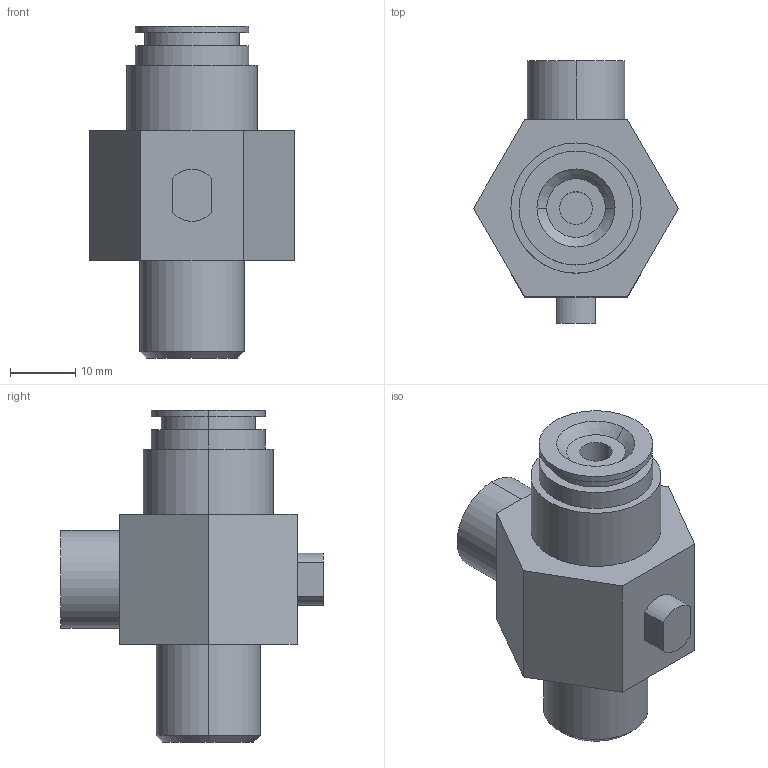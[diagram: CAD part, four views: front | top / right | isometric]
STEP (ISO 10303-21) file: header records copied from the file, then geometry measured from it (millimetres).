
FILE_DESCRIPTION (( 'STEP AP203' ), '1' );
FILE_NAME ('SE_01_1_2002.STEP', '2020-10-21T10:23:59', ( '' ), ( '' ), 'SwSTEP 2.0', 'SolidWorks 2017', '' );
FILE_SCHEMA (( 'CONFIG_CONTROL_DESIGN' ));
Length unit declared in the file: millimetre
Products named in the file (1): SE_01_1_2002
Bounding box: 31.5 x 40.28 x 51 mm (x, y, z)
Volume: 20405.9 mm3; surface area: 6295.4 mm2
Topology: 1 solids, 1 shells, 42 faces, 88 edges, 58 vertices
Faces by surface type: plane 20, cylinder 18, cone 4
Entity records: 1215 total; most frequent: DIRECTION 216, CARTESIAN_POINT 189, ORIENTED_EDGE 176, EDGE_CURVE 88, AXIS2_PLACEMENT_3D 85, VERTEX_POINT 58, EDGE_LOOP 52, VECTOR 46
